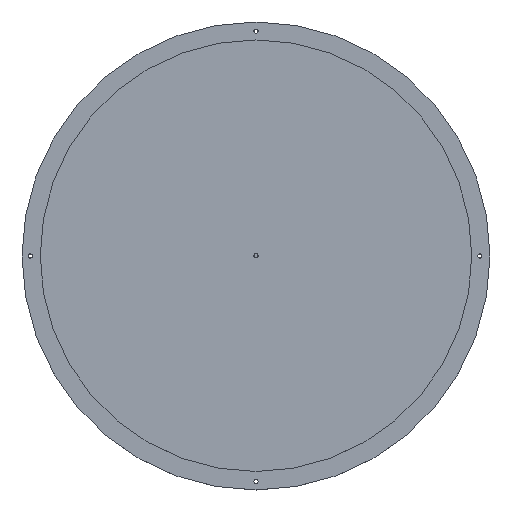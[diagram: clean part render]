
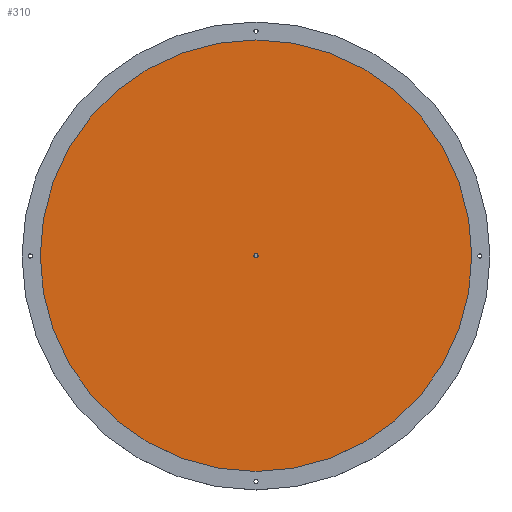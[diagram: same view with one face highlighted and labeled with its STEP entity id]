
A CAD part, top view. The second image highlights one B-rep face of the part: STEP entity #310.
In plain terms, the highlighted planar face has unit normal (0, 0, 1).
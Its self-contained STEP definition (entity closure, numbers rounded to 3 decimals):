
#65=FACE_BOUND('',#105,.T.);
#86=FACE_OUTER_BOUND('',#104,.T.);
#104=EDGE_LOOP('',(#258));
#105=EDGE_LOOP('',(#259,#260));
#129=CIRCLE('',#406,3.175);
#130=CIRCLE('',#407,3.175);
#144=CIRCLE('',#426,332.);
#157=VERTEX_POINT('',#566);
#158=VERTEX_POINT('',#568);
#172=VERTEX_POINT('',#606);
#187=EDGE_CURVE('',#157,#158,#129,.T.);
#188=EDGE_CURVE('',#158,#157,#130,.T.);
#207=EDGE_CURVE('',#172,#172,#144,.T.);
#258=ORIENTED_EDGE('',*,*,#207,.F.);
#259=ORIENTED_EDGE('',*,*,#188,.F.);
#260=ORIENTED_EDGE('',*,*,#187,.F.);
#296=PLANE('',#427);
#310=ADVANCED_FACE('',(#86,#65),#296,.F.);
#406=AXIS2_PLACEMENT_3D('',#569,#467,#468);
#407=AXIS2_PLACEMENT_3D('',#570,#469,#470);
#426=AXIS2_PLACEMENT_3D('',#608,#512,#513);
#427=AXIS2_PLACEMENT_3D('',#609,#514,#515);
#467=DIRECTION('center_axis',(0.,0.,1.));
#468=DIRECTION('ref_axis',(1.,0.,0.));
#469=DIRECTION('center_axis',(0.,0.,1.));
#470=DIRECTION('ref_axis',(1.,0.,0.));
#512=DIRECTION('center_axis',(0.,0.,-1.));
#513=DIRECTION('ref_axis',(1.,0.,0.));
#514=DIRECTION('center_axis',(0.,0.,-1.));
#515=DIRECTION('ref_axis',(-1.,0.,0.));
#566=CARTESIAN_POINT('',(-3.175,0.,273.));
#568=CARTESIAN_POINT('',(3.175,0.,273.));
#569=CARTESIAN_POINT('Origin',(0.,0.,273.));
#570=CARTESIAN_POINT('Origin',(0.,0.,273.));
#606=CARTESIAN_POINT('',(332.,0.,273.));
#608=CARTESIAN_POINT('Origin',(0.,0.,273.));
#609=CARTESIAN_POINT('Origin',(0.,0.,273.));
